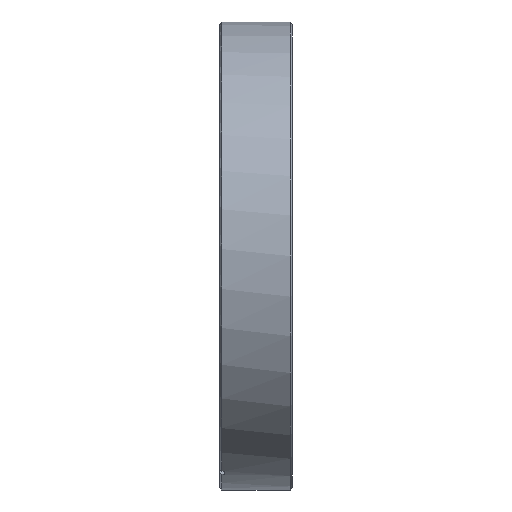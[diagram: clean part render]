
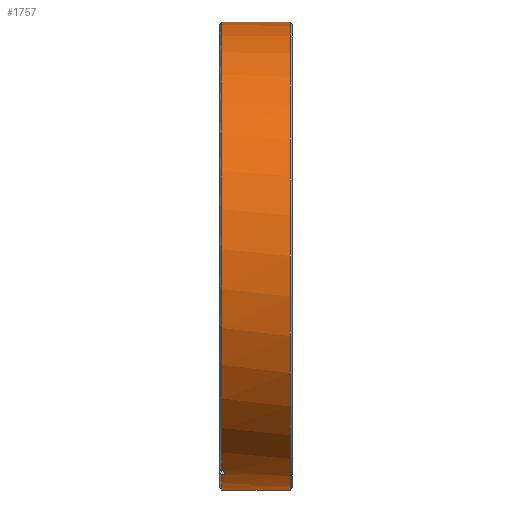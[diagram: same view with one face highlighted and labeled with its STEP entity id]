
A CAD part, left-side view. The second image highlights one B-rep face of the part: STEP entity #1757.
In plain terms, the highlighted cylindrical face has radius 56.75 mm (diameter 113.5 mm), a partial arc.
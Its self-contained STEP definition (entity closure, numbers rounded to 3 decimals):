
#60 = AXIS2_PLACEMENT_3D ( 'NONE', #65, #69, #70 ) ;
#65 = CARTESIAN_POINT ( 'NONE',  ( 0., -0.5, 0. ) ) ;
#69 = DIRECTION ( 'NONE',  ( 0., -1., 0. ) ) ;
#70 = DIRECTION ( 'NONE',  ( 0., 0., -1. ) ) ;
#71 = CIRCLE ( 'NONE', #60, 56.75 ) ;
#123 = CARTESIAN_POINT ( 'NONE',  ( 0., -17., -56.75 ) ) ;
#139 = CARTESIAN_POINT ( 'NONE',  ( 0., -17., 56.75 ) ) ;
#145 = CARTESIAN_POINT ( 'NONE',  ( 0., -0.5, -56.75 ) ) ;
#234 = CIRCLE ( 'NONE', #239, 56.75 ) ;
#235 = DIRECTION ( 'NONE',  ( 0., 1., 0. ) ) ;
#237 = VECTOR ( 'NONE', #235, 1000. ) ;
#239 = AXIS2_PLACEMENT_3D ( 'NONE', #240, #242, #241 ) ;
#240 = CARTESIAN_POINT ( 'NONE',  ( 0., -1., 0. ) ) ;
#241 = DIRECTION ( 'NONE',  ( 0., 0., 1. ) ) ;
#242 = DIRECTION ( 'NONE',  ( 0., 1., 0. ) ) ;
#243 = CARTESIAN_POINT ( 'NONE',  ( -22.178, -24.574, -52.237 ) ) ;
#246 = LINE ( 'NONE', #243, #249 ) ;
#247 = CIRCLE ( 'NONE', #253, 56.75 ) ;
#249 = VECTOR ( 'NONE', #250, 1000. ) ;
#250 = DIRECTION ( 'NONE',  ( 0., -1., 0. ) ) ;
#251 = DIRECTION ( 'NONE',  ( 0., -1., 0. ) ) ;
#252 = DIRECTION ( 'NONE',  ( 0., 0., -1. ) ) ;
#253 = AXIS2_PLACEMENT_3D ( 'NONE', #254, #251, #252 ) ;
#254 = CARTESIAN_POINT ( 'NONE',  ( 0., -0.5, 0. ) ) ;
#264 = DIRECTION ( 'NONE',  ( 0., 0., 1. ) ) ;
#268 = AXIS2_PLACEMENT_3D ( 'NONE', #275, #270, #264 ) ;
#269 = CIRCLE ( 'NONE', #268, 56.75 ) ;
#270 = DIRECTION ( 'NONE',  ( 0., 1., 0. ) ) ;
#275 = CARTESIAN_POINT ( 'NONE',  ( 0., -17., 0. ) ) ;
#296 = CARTESIAN_POINT ( 'NONE',  ( -20.324, -1., -52.986 ) ) ;
#336 = CYLINDRICAL_SURFACE ( 'NONE', #354, 56.75 ) ;
#342 = DIRECTION ( 'NONE',  ( 0., 0., -1. ) ) ;
#354 = AXIS2_PLACEMENT_3D ( 'NONE', #361, #360, #342 ) ;
#360 = DIRECTION ( 'NONE',  ( 0., -1., 0. ) ) ;
#361 = CARTESIAN_POINT ( 'NONE',  ( 0., -24.574, 0. ) ) ;
#365 = CARTESIAN_POINT ( 'NONE',  ( -20.324, -24.574, -52.986 ) ) ;
#366 = LINE ( 'NONE', #365, #237 ) ;
#374 = FACE_OUTER_BOUND ( 'NONE', #1403, .T. ) ;
#531 = CARTESIAN_POINT ( 'NONE',  ( -20.324, -0.5, -52.986 ) ) ;
#975 = CARTESIAN_POINT ( 'NONE',  ( 0., -24.574, -56.75 ) ) ;
#976 = LINE ( 'NONE', #975, #982 ) ;
#982 = VECTOR ( 'NONE', #991, 1000. ) ;
#989 = CARTESIAN_POINT ( 'NONE',  ( 0., -0.5, 56.75 ) ) ;
#991 = DIRECTION ( 'NONE',  ( 0., -1., 0. ) ) ;
#1001 = DIRECTION ( 'NONE',  ( 0., -1., 0. ) ) ;
#1002 = VECTOR ( 'NONE', #1001, 1000. ) ;
#1003 = CARTESIAN_POINT ( 'NONE',  ( 0., -24.574, 56.75 ) ) ;
#1004 = LINE ( 'NONE', #1003, #1002 ) ;
#1044 = CARTESIAN_POINT ( 'NONE',  ( -22.178, -1., -52.237 ) ) ;
#1166 = CARTESIAN_POINT ( 'NONE',  ( -22.178, -0.5, -52.237 ) ) ;
#1403 = EDGE_LOOP ( 'NONE', ( #1410, #1748, #1413, #1736, #1743, #1412, #1740, #1409 ) ) ;
#1409 = ORIENTED_EDGE ( 'NONE', *, *, #1742, .T. ) ;
#1410 = ORIENTED_EDGE ( 'NONE', *, *, #1649, .F. ) ;
#1412 = ORIENTED_EDGE ( 'NONE', *, *, #1843, .T. ) ;
#1413 = ORIENTED_EDGE ( 'NONE', *, *, #1756, .T. ) ;
#1417 = VERTEX_POINT ( 'NONE', #531 ) ;
#1649 = EDGE_CURVE ( 'NONE', #1683, #1861, #1004, .T. ) ;
#1673 = VERTEX_POINT ( 'NONE', #1044 ) ;
#1676 = EDGE_CURVE ( 'NONE', #1879, #1886, #976, .T. ) ;
#1683 = VERTEX_POINT ( 'NONE', #989 ) ;
#1726 = VERTEX_POINT ( 'NONE', #1166 ) ;
#1736 = ORIENTED_EDGE ( 'NONE', *, *, #1747, .F. ) ;
#1739 = VERTEX_POINT ( 'NONE', #296 ) ;
#1740 = ORIENTED_EDGE ( 'NONE', *, *, #1676, .T. ) ;
#1742 = EDGE_CURVE ( 'NONE', #1886, #1861, #269, .T. ) ;
#1743 = ORIENTED_EDGE ( 'NONE', *, *, #1746, .T. ) ;
#1746 = EDGE_CURVE ( 'NONE', #1739, #1417, #366, .T. ) ;
#1747 = EDGE_CURVE ( 'NONE', #1739, #1673, #234, .T. ) ;
#1748 = ORIENTED_EDGE ( 'NONE', *, *, #1755, .T. ) ;
#1755 = EDGE_CURVE ( 'NONE', #1683, #1726, #247, .T. ) ;
#1756 = EDGE_CURVE ( 'NONE', #1726, #1673, #246, .T. ) ;
#1757 = ADVANCED_FACE ( 'NONE', ( #374 ), #336, .T. ) ;
#1843 = EDGE_CURVE ( 'NONE', #1417, #1879, #71, .T. ) ;
#1861 = VERTEX_POINT ( 'NONE', #139 ) ;
#1879 = VERTEX_POINT ( 'NONE', #145 ) ;
#1886 = VERTEX_POINT ( 'NONE', #123 ) ;
